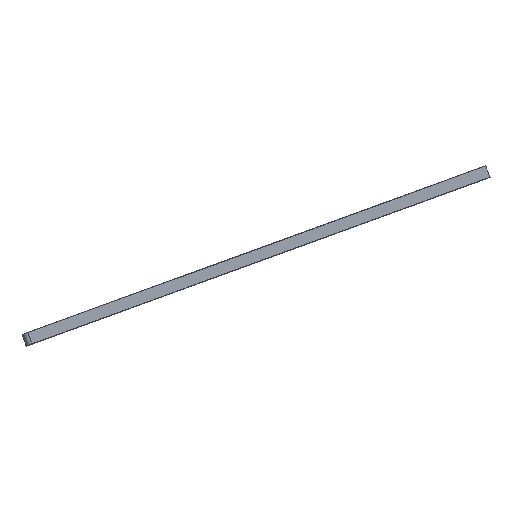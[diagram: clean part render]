
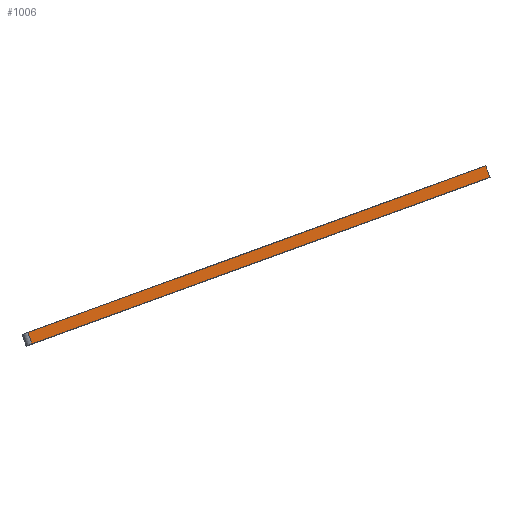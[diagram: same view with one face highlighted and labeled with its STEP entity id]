
A CAD part, left-side view. The second image highlights one B-rep face of the part: STEP entity #1006.
In plain terms, the highlighted planar face has unit normal (-1, 0, 0).
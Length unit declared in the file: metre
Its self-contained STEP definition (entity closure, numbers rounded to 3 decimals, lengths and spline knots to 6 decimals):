
#47=LINE('',#1530,#121);
#66=LINE('',#1598,#140);
#86=LINE('',#1674,#160);
#87=LINE('',#1676,#161);
#121=VECTOR('',#1232,1.);
#140=VECTOR('',#1283,1.);
#160=VECTOR('',#1343,1.);
#161=VECTOR('',#1346,1.);
#296=ORIENTED_EDGE('',*,*,#478,.T.);
#297=ORIENTED_EDGE('',*,*,#551,.T.);
#298=ORIENTED_EDGE('',*,*,#512,.F.);
#299=ORIENTED_EDGE('',*,*,#550,.F.);
#478=EDGE_CURVE('',#609,#608,#47,.T.);
#512=EDGE_CURVE('',#642,#643,#66,.T.);
#550=EDGE_CURVE('',#609,#642,#86,.T.);
#551=EDGE_CURVE('',#608,#643,#87,.T.);
#608=VERTEX_POINT('',#1529);
#609=VERTEX_POINT('',#1531);
#642=VERTEX_POINT('',#1599);
#643=VERTEX_POINT('',#1600);
#788=EDGE_LOOP('',(#296,#297,#298,#299));
#910=FACE_BOUND('',#788,.T.);
#982=PLANE('',#1127);
#1006=ADVANCED_FACE('',(#910),#982,.T.);
#1127=AXIS2_PLACEMENT_3D('',#1675,#1344,#1345);
#1232=DIRECTION('',(0.,0.94,-0.342));
#1283=DIRECTION('',(0.,0.94,-0.342));
#1343=DIRECTION('',(0.,-0.342,-0.94));
#1344=DIRECTION('',(-1.,0.,0.));
#1345=DIRECTION('',(0.,0.,1.));
#1346=DIRECTION('',(0.,-0.342,-0.94));
#1529=CARTESIAN_POINT('',(-0.1,0.184722,-0.044053));
#1530=CARTESIAN_POINT('',(-0.1,0.147755,-0.030598));
#1531=CARTESIAN_POINT('',(-0.1,0.109848,-0.016801));
#1598=CARTESIAN_POINT('',(-0.1,0.147071,-0.032477));
#1599=CARTESIAN_POINT('',(-0.1,0.109164,-0.01868));
#1600=CARTESIAN_POINT('',(-0.1,0.184038,-0.045932));
#1674=CARTESIAN_POINT('',(-0.1,0.109848,-0.016801));
#1675=CARTESIAN_POINT('',(-0.1,0.147755,-0.030598));
#1676=CARTESIAN_POINT('',(-0.1,0.184722,-0.044053));
